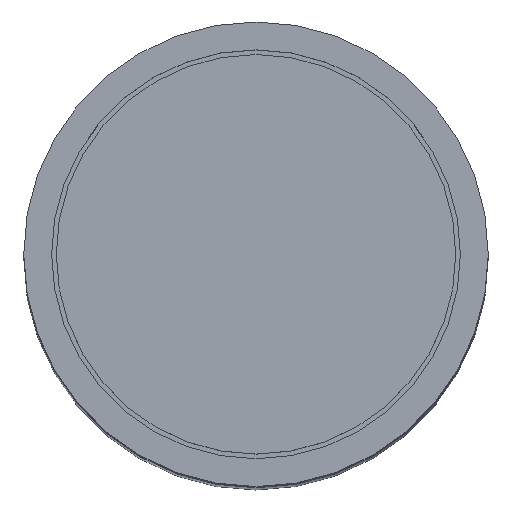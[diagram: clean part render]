
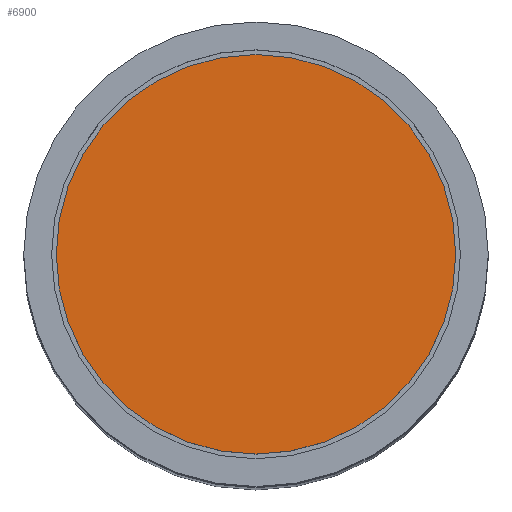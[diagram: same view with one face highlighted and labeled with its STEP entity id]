
A CAD part, top view. The second image highlights one B-rep face of the part: STEP entity #6900.
In plain terms, the highlighted face is planar.
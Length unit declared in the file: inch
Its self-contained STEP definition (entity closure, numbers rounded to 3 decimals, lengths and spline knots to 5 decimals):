
#6833=CARTESIAN_POINT('',(-0.04,0.,0.));
#6834=DIRECTION('',(-1.,0.,0.));
#6835=DIRECTION('',(0.,0.,1.));
#6836=AXIS2_PLACEMENT_3D('',#6833,#6834,#6835);
#6838=CARTESIAN_POINT('',(-0.04,0.,0.));
#6839=DIRECTION('',(-1.,0.,0.));
#6840=DIRECTION('',(0.,0.,-1.));
#6841=AXIS2_PLACEMENT_3D('',#6838,#6839,#6840);
#6847=CARTESIAN_POINT('',(-0.04,0.,0.215));
#6848=CARTESIAN_POINT('',(-0.04,0.,-0.215));
#6849=VERTEX_POINT('',#6847);
#6850=VERTEX_POINT('',#6848);
#6891=CARTESIAN_POINT('',(-0.04,0.,0.));
#6892=DIRECTION('',(-1.,0.,0.));
#6893=DIRECTION('',(0.,0.,1.));
#6894=AXIS2_PLACEMENT_3D('',#6891,#6892,#6893);
#6895=PLANE('',#6894);
#6896=ORIENTED_EDGE('',*,*,#6871,.F.);
#6897=ORIENTED_EDGE('',*,*,#6885,.F.);
#6898=EDGE_LOOP('',(#6896,#6897));
#6899=FACE_OUTER_BOUND('',#6898,.F.);
#6900=ADVANCED_FACE('',(#6899),#6895,.T.);
#6837=CIRCLE('',#6836,0.215);
#6842=CIRCLE('',#6841,0.215);
#6871=EDGE_CURVE('',#6849,#6850,#6837,.T.);
#6885=EDGE_CURVE('',#6850,#6849,#6842,.T.);
